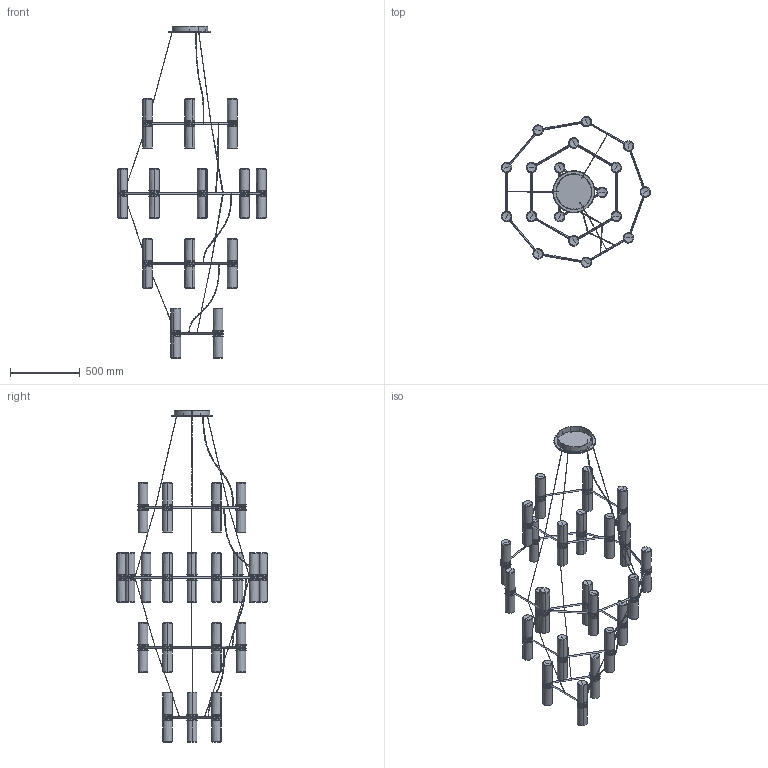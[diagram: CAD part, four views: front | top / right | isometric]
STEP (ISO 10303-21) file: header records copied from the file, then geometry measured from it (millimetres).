
FILE_DESCRIPTION(/* description */ (''),/* implementation_level */ '2;1');
FILE_NAME(/* name */ 'Zephyr Chandelier',/* time_stamp */ '2024-07-29T14:59:05+02:00',/* author */ (''),/* organization */ (''),/* preprocessor_version */ 'ST-DEVELOPER v16.5',/* originating_system */ 'Rhino 7.37',/* authorisation */ '');
FILE_SCHEMA (('AUTOMOTIVE_DESIGN'));
Length unit declared in the file: millimetre
Products named in the file (10): Document; Blocco 01; Blocco 02; Blocco 03; Blocco 04; Blocco 05; Blocco 06; Blocco 07; Blocco 08; Blocco 09
Assembly tree (9 placements, depth 2):
  Document
    Blocco 01
    Blocco 02
    Blocco 03
    Blocco 04
    Blocco 05
    Blocco 06
    Blocco 07
    Blocco 08
    Blocco 09
Bounding box: 1065.8 x 1081.05 x 2376.24 mm (x, y, z)
Volume: 921890.5 mm3; surface area: 4786428.1 mm2
Topology: 48 solids, 128 shells, 1389 faces, 3332 edges, 1914 vertices
Faces by surface type: bspline 802, cylinder 372, plane 215
Entity records: 53678 total; most frequent: CARTESIAN_POINT 33566, ORIENTED_EDGE 5898, EDGE_CURVE 3111, VERTEX_POINT 1856, ADVANCED_FACE 1389, FACE_OUTER_BOUND 1389, EDGE_LOOP 1389, B_SPLINE_CURVE_WITH_KNOTS 1259
